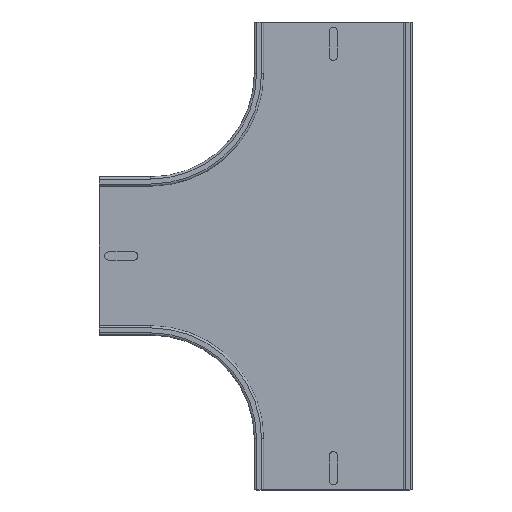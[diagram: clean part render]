
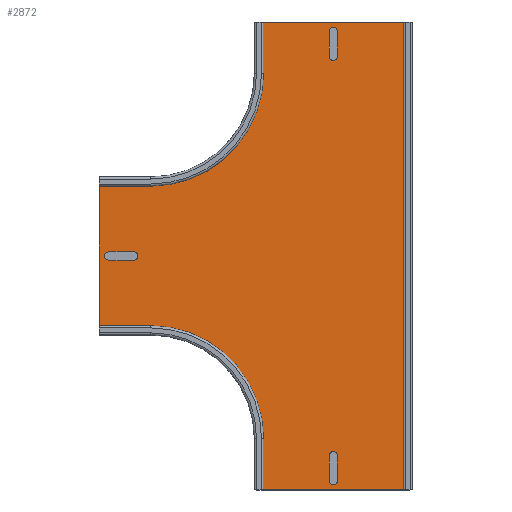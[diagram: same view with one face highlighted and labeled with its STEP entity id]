
A CAD part, top view. The second image highlights one B-rep face of the part: STEP entity #2872.
In plain terms, the highlighted planar face has unit normal (0, 0, 1).
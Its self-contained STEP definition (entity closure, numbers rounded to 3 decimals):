
#294=FACE_OUTER_BOUND('',#456,.T.);
#456=EDGE_LOOP('',(#2637,#2638,#2639,#2640,#2641,#2642,#2643,#2644,#2645,
#2646));
#584=CIRCLE('',#3131,102.6);
#597=CIRCLE('',#3154,102.6);
#711=LINE('',#4455,#945);
#799=LINE('',#4780,#1033);
#804=LINE('',#4793,#1038);
#805=LINE('',#4807,#1039);
#813=LINE('',#4834,#1047);
#817=LINE('',#4858,#1051);
#831=LINE('',#4890,#1065);
#890=LINE('',#5119,#1124);
#945=VECTOR('',#3476,1.);
#1033=VECTOR('',#3838,1.);
#1038=VECTOR('',#3851,1.);
#1039=VECTOR('',#3870,1.);
#1047=VECTOR('',#3898,1.);
#1051=VECTOR('',#3926,1.);
#1065=VECTOR('',#3960,1.);
#1124=VECTOR('',#4229,1.);
#1217=VERTEX_POINT('',#4453);
#1218=VERTEX_POINT('',#4454);
#1317=VERTEX_POINT('',#4776);
#1318=VERTEX_POINT('',#4778);
#1325=VERTEX_POINT('',#4801);
#1326=VERTEX_POINT('',#4805);
#1334=VERTEX_POINT('',#4831);
#1335=VERTEX_POINT('',#4833);
#1342=VERTEX_POINT('',#4853);
#1343=VERTEX_POINT('',#4857);
#1517=EDGE_CURVE('',#1217,#1218,#711,.T.);
#1680=EDGE_CURVE('',#1317,#1318,#799,.T.);
#1687=EDGE_CURVE('',#1317,#1217,#804,.T.);
#1692=EDGE_CURVE('',#1325,#1318,#584,.T.);
#1694=EDGE_CURVE('',#1325,#1326,#805,.T.);
#1706=EDGE_CURVE('',#1334,#1335,#813,.T.);
#1717=EDGE_CURVE('',#1342,#1335,#597,.T.);
#1718=EDGE_CURVE('',#1342,#1343,#817,.T.);
#1735=EDGE_CURVE('',#1334,#1218,#831,.T.);
#1850=EDGE_CURVE('',#1326,#1343,#890,.T.);
#2637=ORIENTED_EDGE('',*,*,#1687,.F.);
#2638=ORIENTED_EDGE('',*,*,#1680,.T.);
#2639=ORIENTED_EDGE('',*,*,#1692,.F.);
#2640=ORIENTED_EDGE('',*,*,#1694,.T.);
#2641=ORIENTED_EDGE('',*,*,#1850,.T.);
#2642=ORIENTED_EDGE('',*,*,#1718,.F.);
#2643=ORIENTED_EDGE('',*,*,#1717,.T.);
#2644=ORIENTED_EDGE('',*,*,#1706,.F.);
#2645=ORIENTED_EDGE('',*,*,#1735,.T.);
#2646=ORIENTED_EDGE('',*,*,#1517,.F.);
#2710=PLANE('',#3271);
#2872=ADVANCED_FACE('',(#294),#2710,.T.);
#3131=AXIS2_PLACEMENT_3D('',#4803,#3864,#3865);
#3154=AXIS2_PLACEMENT_3D('',#4855,#3922,#3923);
#3271=AXIS2_PLACEMENT_3D('',#5120,#4230,#4231);
#3476=DIRECTION('',(0.,-1.,0.));
#3838=DIRECTION('',(0.,-1.,0.));
#3851=DIRECTION('',(1.,0.,0.));
#3864=DIRECTION('center_axis',(0.,0.,1.));
#3865=DIRECTION('ref_axis',(0.,-1.,0.));
#3870=DIRECTION('',(-1.,0.,0.));
#3898=DIRECTION('',(0.,1.,0.));
#3922=DIRECTION('center_axis',(0.,0.,-1.));
#3923=DIRECTION('ref_axis',(0.,1.,0.));
#3926=DIRECTION('',(-1.,0.,0.));
#3960=DIRECTION('',(1.,0.,0.));
#4229=DIRECTION('',(0.,-1.,0.));
#4230=DIRECTION('center_axis',(0.,0.,1.));
#4231=DIRECTION('ref_axis',(0.,1.,0.));
#4453=CARTESIAN_POINT('',(313.525,325.354,1.1));
#4454=CARTESIAN_POINT('',(313.525,-125.646,1.1));
#4455=CARTESIAN_POINT('',(313.525,275.354,1.1));
#4776=CARTESIAN_POINT('',(166.325,325.354,1.1));
#4778=CARTESIAN_POINT('',(166.325,276.054,1.1));
#4780=CARTESIAN_POINT('',(166.325,325.354,1.1));
#4793=CARTESIAN_POINT('',(253.425,325.354,1.1));
#4801=CARTESIAN_POINT('',(63.725,173.454,1.1));
#4803=CARTESIAN_POINT('Origin',(63.725,276.054,1.1));
#4805=CARTESIAN_POINT('',(14.425,173.454,1.1));
#4807=CARTESIAN_POINT('',(63.725,173.454,1.1));
#4831=CARTESIAN_POINT('',(166.325,-125.646,1.1));
#4833=CARTESIAN_POINT('',(166.325,-76.346,1.1));
#4834=CARTESIAN_POINT('',(166.325,-125.646,1.1));
#4853=CARTESIAN_POINT('',(63.725,26.254,1.1));
#4855=CARTESIAN_POINT('Origin',(63.725,-76.346,1.1));
#4857=CARTESIAN_POINT('',(14.425,26.254,1.1));
#4858=CARTESIAN_POINT('',(63.725,26.254,1.1));
#4890=CARTESIAN_POINT('',(203.425,-125.646,1.1));
#5119=CARTESIAN_POINT('',(14.425,86.354,1.1));
#5120=CARTESIAN_POINT('Origin',(63.725,49.254,1.1));
